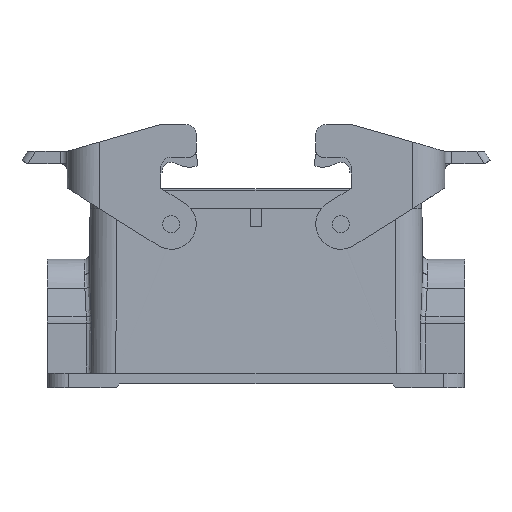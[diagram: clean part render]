
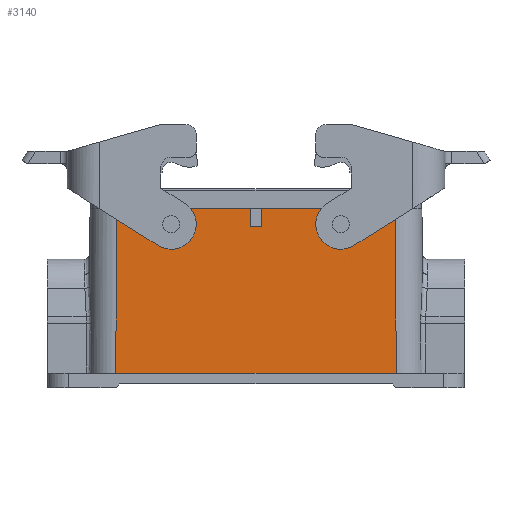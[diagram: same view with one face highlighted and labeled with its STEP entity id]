
A CAD part, front view. The second image highlights one B-rep face of the part: STEP entity #3140.
In plain terms, the highlighted planar face has unit normal (0, -1, 0.007).
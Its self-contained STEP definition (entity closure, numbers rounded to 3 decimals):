
#1987=ELLIPSE('',#11872,1.463,1.463);
#1988=ELLIPSE('',#11874,3.363,3.363);
#1991=ELLIPSE('',#11896,1.463,1.463);
#1992=ELLIPSE('',#11898,3.363,3.363);
#2410=FACE_BOUND('',#4388,.T.);
#2411=FACE_BOUND('',#4389,.T.);
#2412=FACE_BOUND('',#4390,.T.);
#2413=FACE_BOUND('',#4391,.T.);
#2414=FACE_BOUND('',#4392,.T.);
#2640=PLANE('',#12291);
#3140=ADVANCED_FACE('',(#2410,#2411,#2412,#2413,#2414),#2640,.F.);
#4388=EDGE_LOOP('',(#8191));
#4389=EDGE_LOOP('',(#8192));
#4390=EDGE_LOOP('',(#8193,#8194,#8195,#8196,#8197,#8198,#8199,#8200));
#4391=EDGE_LOOP('',(#8201,#8202));
#4392=EDGE_LOOP('',(#8203,#8204));
#4910=LINE('',#16647,#5713);
#4912=LINE('',#16687,#5715);
#4998=LINE('',#18529,#5801);
#5000=LINE('',#18539,#5803);
#5007=LINE('',#18554,#5810);
#5011=LINE('',#18562,#5814);
#5107=LINE('',#18833,#5910);
#5129=LINE('',#18969,#5932);
#5130=LINE('',#18971,#5933);
#5131=LINE('',#18972,#5934);
#5713=VECTOR('',#13509,1.);
#5715=VECTOR('',#13559,1.);
#5801=VECTOR('',#14119,1.);
#5803=VECTOR('',#14129,1.);
#5810=VECTOR('',#14140,1.);
#5814=VECTOR('',#14146,1.);
#5910=VECTOR('',#14450,1.);
#5932=VECTOR('',#14556,1.);
#5933=VECTOR('',#14557,1.);
#5934=VECTOR('',#14558,1.);
#8191=ORIENTED_EDGE('',*,*,#10163,.F.);
#8192=ORIENTED_EDGE('',*,*,#10179,.F.);
#8193=ORIENTED_EDGE('',*,*,#10513,.T.);
#8194=ORIENTED_EDGE('',*,*,#10663,.F.);
#8195=ORIENTED_EDGE('',*,*,#10518,.T.);
#8196=ORIENTED_EDGE('',*,*,#10695,.T.);
#8197=ORIENTED_EDGE('',*,*,#10696,.T.);
#8198=ORIENTED_EDGE('',*,*,#10525,.T.);
#8199=ORIENTED_EDGE('',*,*,#10529,.T.);
#8200=ORIENTED_EDGE('',*,*,#10697,.T.);
#8201=ORIENTED_EDGE('',*,*,#10180,.T.);
#8202=ORIENTED_EDGE('',*,*,#10182,.T.);
#8203=ORIENTED_EDGE('',*,*,#10164,.T.);
#8204=ORIENTED_EDGE('',*,*,#10166,.T.);
#9117=VERTEX_POINT('',#16640);
#9118=VERTEX_POINT('',#16643);
#9119=VERTEX_POINT('',#16644);
#9131=VERTEX_POINT('',#16680);
#9132=VERTEX_POINT('',#16683);
#9133=VERTEX_POINT('',#16684);
#9372=VERTEX_POINT('',#18528);
#9373=VERTEX_POINT('',#18530);
#9374=VERTEX_POINT('',#18534);
#9376=VERTEX_POINT('',#18538);
#9381=VERTEX_POINT('',#18551);
#9382=VERTEX_POINT('',#18553);
#9385=VERTEX_POINT('',#18561);
#9461=VERTEX_POINT('',#18970);
#10163=EDGE_CURVE('',#9117,#9117,#1987,.T.);
#10164=EDGE_CURVE('',#9118,#9119,#1988,.T.);
#10166=EDGE_CURVE('',#9119,#9118,#4910,.T.);
#10179=EDGE_CURVE('',#9131,#9131,#1991,.T.);
#10180=EDGE_CURVE('',#9132,#9133,#1992,.T.);
#10182=EDGE_CURVE('',#9133,#9132,#4912,.T.);
#10513=EDGE_CURVE('',#9373,#9372,#4998,.T.);
#10518=EDGE_CURVE('',#9374,#9376,#5000,.T.);
#10525=EDGE_CURVE('',#9381,#9382,#5007,.T.);
#10529=EDGE_CURVE('',#9382,#9385,#5011,.T.);
#10663=EDGE_CURVE('',#9374,#9372,#5107,.T.);
#10695=EDGE_CURVE('',#9376,#9461,#5129,.T.);
#10696=EDGE_CURVE('',#9461,#9381,#5130,.T.);
#10697=EDGE_CURVE('',#9385,#9373,#5131,.T.);
#11872=AXIS2_PLACEMENT_3D('',#16639,#13499,#13500);
#11874=AXIS2_PLACEMENT_3D('',#16642,#13503,#13504);
#11896=AXIS2_PLACEMENT_3D('',#16679,#13549,#13550);
#11898=AXIS2_PLACEMENT_3D('',#16682,#13553,#13554);
#12291=AXIS2_PLACEMENT_3D('',#18973,#14559,#14560);
#13499=DIRECTION('',(0.,-1.,0.007));
#13500=DIRECTION('',(0.,-0.007,-1.));
#13503=DIRECTION('',(0.,1.,-0.007));
#13504=DIRECTION('',(0.,-0.007,-1.));
#13509=DIRECTION('',(1.,0.,0.));
#13549=DIRECTION('',(0.,-1.,0.007));
#13550=DIRECTION('',(0.,-0.007,-1.));
#13553=DIRECTION('',(0.,1.,-0.007));
#13554=DIRECTION('',(0.,-0.007,-1.));
#13559=DIRECTION('',(1.,0.,0.));
#14119=DIRECTION('',(-0.007,-0.007,-1.));
#14129=DIRECTION('',(-0.007,0.007,1.));
#14140=DIRECTION('',(-1.,0.,0.));
#14146=DIRECTION('',(0.,0.007,1.));
#14450=DIRECTION('',(-1.,0.,0.));
#14556=DIRECTION('',(-1.,0.,0.));
#14557=DIRECTION('',(0.,-0.007,-1.));
#14558=DIRECTION('',(-1.,0.,0.));
#14559=DIRECTION('',(0.,1.,-0.007));
#14560=DIRECTION('',(0.,-0.007,-1.));
#16639=CARTESIAN_POINT('',(23.75,-21.529,1.55));
#16640=CARTESIAN_POINT('',(23.75,-21.54,0.087));
#16642=CARTESIAN_POINT('',(23.75,-21.529,1.55));
#16643=CARTESIAN_POINT('',(26.734,-21.54,0.));
#16644=CARTESIAN_POINT('',(20.766,-21.54,0.));
#16647=CARTESIAN_POINT('',(-200.,-21.54,0.));
#16679=CARTESIAN_POINT('',(-23.75,-21.529,1.55));
#16680=CARTESIAN_POINT('',(-23.75,-21.54,0.088));
#16682=CARTESIAN_POINT('',(-23.75,-21.529,1.55));
#16683=CARTESIAN_POINT('',(-20.766,-21.54,0.));
#16684=CARTESIAN_POINT('',(-26.734,-21.54,0.));
#16687=CARTESIAN_POINT('',(-200.,-21.54,0.));
#18528=CARTESIAN_POINT('',(-39.35,-21.825,-40.25));
#18529=CARTESIAN_POINT('',(-39.351,-21.825,-40.299));
#18530=CARTESIAN_POINT('',(-39.048,-21.498,6.));
#18534=CARTESIAN_POINT('',(39.35,-21.825,-40.25));
#18538=CARTESIAN_POINT('',(39.048,-21.498,6.));
#18539=CARTESIAN_POINT('',(39.051,-21.5,5.651));
#18551=CARTESIAN_POINT('',(1.6,-21.533,1.));
#18553=CARTESIAN_POINT('',(-1.6,-21.533,1.));
#18554=CARTESIAN_POINT('',(-200.,-21.533,1.));
#18561=CARTESIAN_POINT('',(-1.6,-21.498,6.));
#18562=CARTESIAN_POINT('',(-1.6,-21.5,5.7));
#18833=CARTESIAN_POINT('',(0.,-21.825,-40.25));
#18969=CARTESIAN_POINT('',(0.,-21.498,6.));
#18970=CARTESIAN_POINT('',(1.6,-21.498,6.));
#18971=CARTESIAN_POINT('',(1.6,-21.5,5.7));
#18972=CARTESIAN_POINT('',(0.,-21.498,6.));
#18973=CARTESIAN_POINT('',(-200.,-21.5,5.7));
